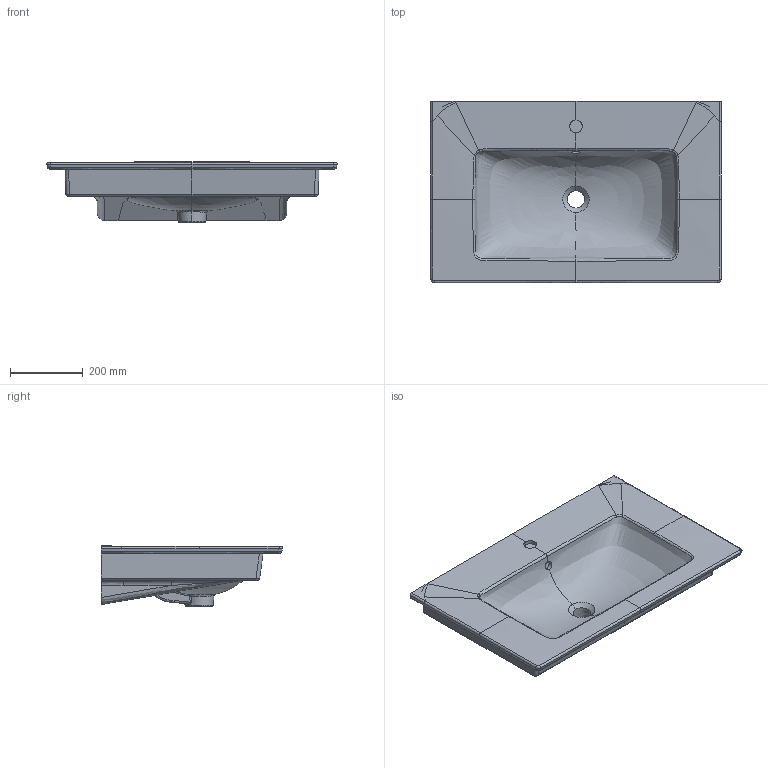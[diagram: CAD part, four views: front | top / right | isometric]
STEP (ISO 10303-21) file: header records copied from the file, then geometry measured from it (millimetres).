
FILE_DESCRIPTION(/* description */ (''),/* implementation_level */ '2;1');
FILE_NAME(/* name */ '41048L_Venticello_SWT_80.stp',/* time_stamp */ '2018-11-07T10:37:54+01:00',/* author */ (''),/* organization */ (''),/* preprocessor_version */ 'ST-DEVELOPER v16',/* originating_system */ 'SIEMENS PLM Software NX 10.0',/* authorisation */ '');
FILE_SCHEMA (('AUTOMOTIVE_DESIGN { 1 0 10303 214 3 1 1 1 }'));
Length unit declared in the file: millimetre
Products named in the file (1): Sier039079B3t99s
Bounding box: 800 x 500.03 x 166.74 mm (x, y, z)
Volume: 24774003.4 mm3; surface area: 1145147.1 mm2
Topology: 1 solids, 1 shells, 207 faces, 585 edges, 383 vertices
Faces by surface type: bspline 107, cylinder 50, plane 31, torus 10, cone 4, extrusion 3, sphere 2
Full cylindrical faces by diameter (mm): 20.928 x2, 24 x1, 35 x1
Entity records: 22119 total; most frequent: CARTESIAN_POINT 17940, ORIENTED_EDGE 1138, EDGE_CURVE 569, DIRECTION 480, VERTEX_POINT 378, B_SPLINE_CURVE_WITH_KNOTS 329, EDGE_LOOP 223, ADVANCED_FACE 207
